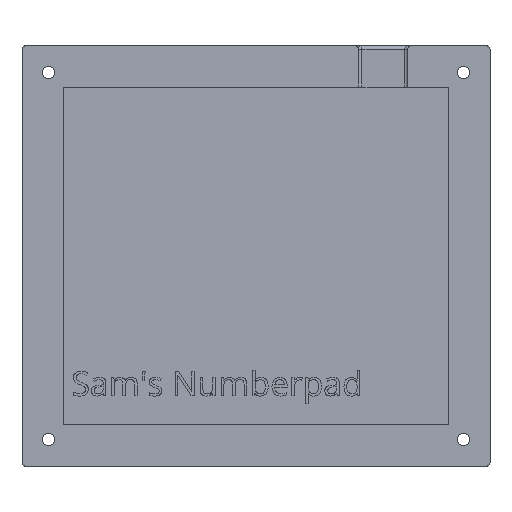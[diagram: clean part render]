
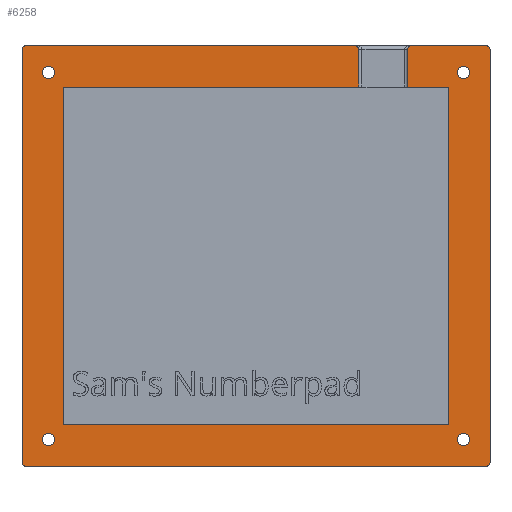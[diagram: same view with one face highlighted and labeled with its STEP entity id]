
A CAD part, front view. The second image highlights one B-rep face of the part: STEP entity #6258.
In plain terms, the highlighted planar face has unit normal (0, -1, 0).
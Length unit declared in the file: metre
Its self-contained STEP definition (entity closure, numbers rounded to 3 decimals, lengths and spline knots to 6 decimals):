
#254=CIRCLE('',#6649,0.00145);
#256=CIRCLE('',#6652,0.00145);
#258=CIRCLE('',#6655,0.00145);
#260=CIRCLE('',#6658,0.00145);
#262=CIRCLE('',#6663,0.0008);
#263=CIRCLE('',#6664,0.0008);
#264=CIRCLE('',#6665,0.0008);
#265=CIRCLE('',#6666,0.0008);
#266=CIRCLE('',#6667,0.0008);
#267=CIRCLE('',#6668,0.0008);
#937=ORIENTED_EDGE('',*,*,#2843,.F.);
#938=ORIENTED_EDGE('',*,*,#2878,.T.);
#939=ORIENTED_EDGE('',*,*,#2879,.T.);
#940=ORIENTED_EDGE('',*,*,#2840,.T.);
#941=ORIENTED_EDGE('',*,*,#2864,.T.);
#942=ORIENTED_EDGE('',*,*,#2873,.F.);
#943=ORIENTED_EDGE('',*,*,#2858,.F.);
#944=ORIENTED_EDGE('',*,*,#2862,.T.);
#945=ORIENTED_EDGE('',*,*,#2880,.F.);
#946=ORIENTED_EDGE('',*,*,#2881,.T.);
#947=ORIENTED_EDGE('',*,*,#2847,.F.);
#948=ORIENTED_EDGE('',*,*,#2882,.T.);
#949=ORIENTED_EDGE('',*,*,#2849,.T.);
#950=ORIENTED_EDGE('',*,*,#2883,.T.);
#951=ORIENTED_EDGE('',*,*,#2853,.T.);
#952=ORIENTED_EDGE('',*,*,#2884,.T.);
#953=ORIENTED_EDGE('',*,*,#2874,.F.);
#954=ORIENTED_EDGE('',*,*,#2885,.T.);
#955=ORIENTED_EDGE('',*,*,#2871,.F.);
#956=ORIENTED_EDGE('',*,*,#2869,.F.);
#957=ORIENTED_EDGE('',*,*,#2867,.F.);
#958=ORIENTED_EDGE('',*,*,#2865,.F.);
#2840=EDGE_CURVE('',#3813,#3814,#4313,.T.);
#2843=EDGE_CURVE('',#3817,#3818,#4316,.T.);
#2847=EDGE_CURVE('',#3821,#3822,#4320,.T.);
#2849=EDGE_CURVE('',#3823,#3824,#4322,.T.);
#2853=EDGE_CURVE('',#3827,#3828,#4326,.T.);
#2858=EDGE_CURVE('',#3831,#3832,#4331,.T.);
#2862=EDGE_CURVE('',#3831,#3834,#4334,.T.);
#2864=EDGE_CURVE('',#3814,#3835,#4336,.T.);
#2865=EDGE_CURVE('',#3836,#3836,#254,.T.);
#2867=EDGE_CURVE('',#3838,#3838,#256,.T.);
#2869=EDGE_CURVE('',#3840,#3840,#258,.T.);
#2871=EDGE_CURVE('',#3842,#3842,#260,.T.);
#2873=EDGE_CURVE('',#3832,#3835,#4337,.T.);
#2874=EDGE_CURVE('',#3844,#3845,#4338,.T.);
#2878=EDGE_CURVE('',#3817,#3848,#262,.T.);
#2879=EDGE_CURVE('',#3848,#3813,#4342,.T.);
#2880=EDGE_CURVE('',#3849,#3834,#4343,.T.);
#2881=EDGE_CURVE('',#3849,#3822,#263,.T.);
#2882=EDGE_CURVE('',#3821,#3823,#264,.T.);
#2883=EDGE_CURVE('',#3824,#3827,#265,.T.);
#2884=EDGE_CURVE('',#3828,#3845,#266,.T.);
#2885=EDGE_CURVE('',#3844,#3818,#267,.T.);
#3813=VERTEX_POINT('',#8768);
#3814=VERTEX_POINT('',#8771);
#3817=VERTEX_POINT('',#8778);
#3818=VERTEX_POINT('',#8780);
#3821=VERTEX_POINT('',#8786);
#3822=VERTEX_POINT('',#8788);
#3823=VERTEX_POINT('',#8792);
#3824=VERTEX_POINT('',#8793);
#3827=VERTEX_POINT('',#8801);
#3828=VERTEX_POINT('',#8802);
#3831=VERTEX_POINT('',#8810);
#3832=VERTEX_POINT('',#8812);
#3834=VERTEX_POINT('',#8818);
#3835=VERTEX_POINT('',#8822);
#3836=VERTEX_POINT('',#8826);
#3838=VERTEX_POINT('',#8831);
#3840=VERTEX_POINT('',#8836);
#3842=VERTEX_POINT('',#8841);
#3844=VERTEX_POINT('',#8848);
#3845=VERTEX_POINT('',#8849);
#3848=VERTEX_POINT('',#8857);
#3849=VERTEX_POINT('',#8860);
#4313=LINE('',#8772,#4878);
#4316=LINE('',#8779,#4881);
#4320=LINE('',#8787,#4885);
#4322=LINE('',#8791,#4887);
#4326=LINE('',#8800,#4891);
#4331=LINE('',#8811,#4896);
#4334=LINE('',#8819,#4899);
#4336=LINE('',#8823,#4901);
#4337=LINE('',#8845,#4902);
#4338=LINE('',#8847,#4903);
#4342=LINE('',#8858,#4907);
#4343=LINE('',#8859,#4908);
#4878=VECTOR('',#7062,1.);
#4881=VECTOR('',#7067,1.);
#4885=VECTOR('',#7071,1.);
#4887=VECTOR('',#7075,1.);
#4891=VECTOR('',#7081,1.);
#4896=VECTOR('',#7088,1.);
#4899=VECTOR('',#7095,1.);
#4901=VECTOR('',#7099,1.);
#4902=VECTOR('',#7126,1.);
#4903=VECTOR('',#7129,1.);
#4907=VECTOR('',#7137,1.);
#4908=VECTOR('',#7138,1.);
#5365=EDGE_LOOP('',(#937,#938,#939,#940,#941,#942,#943,#944,#945,#946,#947,
#948,#949,#950,#951,#952,#953,#954));
#5366=EDGE_LOOP('',(#955));
#5367=EDGE_LOOP('',(#956));
#5368=EDGE_LOOP('',(#957));
#5369=EDGE_LOOP('',(#958));
#5748=FACE_BOUND('',#5365,.T.);
#5749=FACE_BOUND('',#5366,.T.);
#5750=FACE_BOUND('',#5367,.T.);
#5751=FACE_BOUND('',#5368,.T.);
#5752=FACE_BOUND('',#5369,.T.);
#6109=PLANE('',#6662);
#6258=ADVANCED_FACE('',(#5748,#5749,#5750,#5751,#5752),#6109,.T.);
#6649=AXIS2_PLACEMENT_3D('',#8825,#7102,#7103);
#6652=AXIS2_PLACEMENT_3D('',#8830,#7108,#7109);
#6655=AXIS2_PLACEMENT_3D('',#8835,#7114,#7115);
#6658=AXIS2_PLACEMENT_3D('',#8840,#7120,#7121);
#6662=AXIS2_PLACEMENT_3D('',#8855,#7133,#7134);
#6663=AXIS2_PLACEMENT_3D('',#8856,#7135,#7136);
#6664=AXIS2_PLACEMENT_3D('',#8861,#7139,#7140);
#6665=AXIS2_PLACEMENT_3D('',#8862,#7141,#7142);
#6666=AXIS2_PLACEMENT_3D('',#8863,#7143,#7144);
#6667=AXIS2_PLACEMENT_3D('',#8864,#7145,#7146);
#6668=AXIS2_PLACEMENT_3D('',#8865,#7147,#7148);
#7062=DIRECTION('',(1.,0.,0.));
#7067=DIRECTION('',(1.,0.,0.));
#7071=DIRECTION('',(1.,0.,0.));
#7075=DIRECTION('',(0.,0.,-1.));
#7081=DIRECTION('',(1.,0.,0.));
#7088=DIRECTION('',(0.,0.,-1.));
#7095=DIRECTION('',(1.,0.,0.));
#7099=DIRECTION('',(0.,0.,-1.));
#7102=DIRECTION('',(0.,-1.,0.));
#7103=DIRECTION('',(0.,0.,-1.));
#7108=DIRECTION('',(0.,-1.,0.));
#7109=DIRECTION('',(0.,0.,-1.));
#7114=DIRECTION('',(0.,-1.,0.));
#7115=DIRECTION('',(0.,0.,-1.));
#7120=DIRECTION('',(0.,-1.,0.));
#7121=DIRECTION('',(0.,0.,-1.));
#7126=DIRECTION('',(1.,0.,0.));
#7129=DIRECTION('',(0.,0.,-1.));
#7133=DIRECTION('',(0.,-1.,0.));
#7134=DIRECTION('',(1.,0.,0.));
#7135=DIRECTION('',(0.,-1.,0.));
#7136=DIRECTION('',(0.,0.,-1.));
#7137=DIRECTION('',(0.,0.,-1.));
#7138=DIRECTION('',(0.,0.,-1.));
#7139=DIRECTION('',(0.,-1.,0.));
#7140=DIRECTION('',(0.,0.,-1.));
#7141=DIRECTION('',(0.,-1.,0.));
#7142=DIRECTION('',(0.,0.,-1.));
#7143=DIRECTION('',(0.,-1.,0.));
#7144=DIRECTION('',(0.,0.,-1.));
#7145=DIRECTION('',(0.,-1.,0.));
#7146=DIRECTION('',(0.,0.,-1.));
#7147=DIRECTION('',(0.,-1.,0.));
#7148=DIRECTION('',(0.,0.,-1.));
#8768=CARTESIAN_POINT('',(0.041787,-0.0115,0.030523));
#8771=CARTESIAN_POINT('',(0.051781,-0.0115,0.030523));
#8772=CARTESIAN_POINT('',(0.004884,-0.0115,0.030523));
#8778=CARTESIAN_POINT('',(0.042587,-0.0115,0.040523));
#8779=CARTESIAN_POINT('',(0.004884,-0.0115,0.040523));
#8780=CARTESIAN_POINT('',(0.060981,-0.0115,0.040523));
#8786=CARTESIAN_POINT('',(-0.051213,-0.0115,0.040523));
#8787=CARTESIAN_POINT('',(0.004884,-0.0115,0.040523));
#8788=CARTESIAN_POINT('',(0.029047,-0.0115,0.040523));
#8791=CARTESIAN_POINT('',(-0.052013,-0.0115,-0.010558));
#8792=CARTESIAN_POINT('',(-0.052013,-0.0115,0.039723));
#8793=CARTESIAN_POINT('',(-0.052013,-0.0115,-0.060839));
#8800=CARTESIAN_POINT('',(0.004884,-0.0115,-0.061639));
#8801=CARTESIAN_POINT('',(-0.051213,-0.0115,-0.061639));
#8802=CARTESIAN_POINT('',(0.060981,-0.0115,-0.061639));
#8810=CARTESIAN_POINT('',(-0.042013,-0.0115,0.030523));
#8811=CARTESIAN_POINT('',(-0.042013,-0.0115,-0.010558));
#8812=CARTESIAN_POINT('',(-0.042013,-0.0115,-0.051639));
#8818=CARTESIAN_POINT('',(0.029847,-0.0115,0.030523));
#8819=CARTESIAN_POINT('',(0.004884,-0.0115,0.030523));
#8822=CARTESIAN_POINT('',(0.051781,-0.0115,-0.051639));
#8823=CARTESIAN_POINT('',(0.051781,-0.0115,-0.010558));
#8825=CARTESIAN_POINT('',(-0.045563,-0.0115,-0.055189));
#8826=CARTESIAN_POINT('',(-0.045563,-0.0115,-0.056639));
#8830=CARTESIAN_POINT('',(-0.045563,-0.0115,0.034073));
#8831=CARTESIAN_POINT('',(-0.045563,-0.0115,0.032623));
#8835=CARTESIAN_POINT('',(0.055331,-0.0115,0.034073));
#8836=CARTESIAN_POINT('',(0.055331,-0.0115,0.032623));
#8840=CARTESIAN_POINT('',(0.055331,-0.0115,-0.055189));
#8841=CARTESIAN_POINT('',(0.055331,-0.0115,-0.056639));
#8845=CARTESIAN_POINT('',(0.004884,-0.0115,-0.051639));
#8847=CARTESIAN_POINT('',(0.061781,-0.0115,-0.010558));
#8848=CARTESIAN_POINT('',(0.061781,-0.0115,0.039723));
#8849=CARTESIAN_POINT('',(0.061781,-0.0115,-0.060839));
#8855=CARTESIAN_POINT('',(0.004884,-0.0115,-0.010558));
#8856=CARTESIAN_POINT('',(0.042587,-0.0115,0.039723));
#8857=CARTESIAN_POINT('',(0.041787,-0.0115,0.039723));
#8858=CARTESIAN_POINT('',(0.041787,-0.0115,0.035523));
#8859=CARTESIAN_POINT('',(0.029847,-0.0115,0.035523));
#8860=CARTESIAN_POINT('',(0.029847,-0.0115,0.039723));
#8861=CARTESIAN_POINT('',(0.029047,-0.0115,0.039723));
#8862=CARTESIAN_POINT('',(-0.051213,-0.0115,0.039723));
#8863=CARTESIAN_POINT('',(-0.051213,-0.0115,-0.060839));
#8864=CARTESIAN_POINT('',(0.060981,-0.0115,-0.060839));
#8865=CARTESIAN_POINT('',(0.060981,-0.0115,0.039723));
